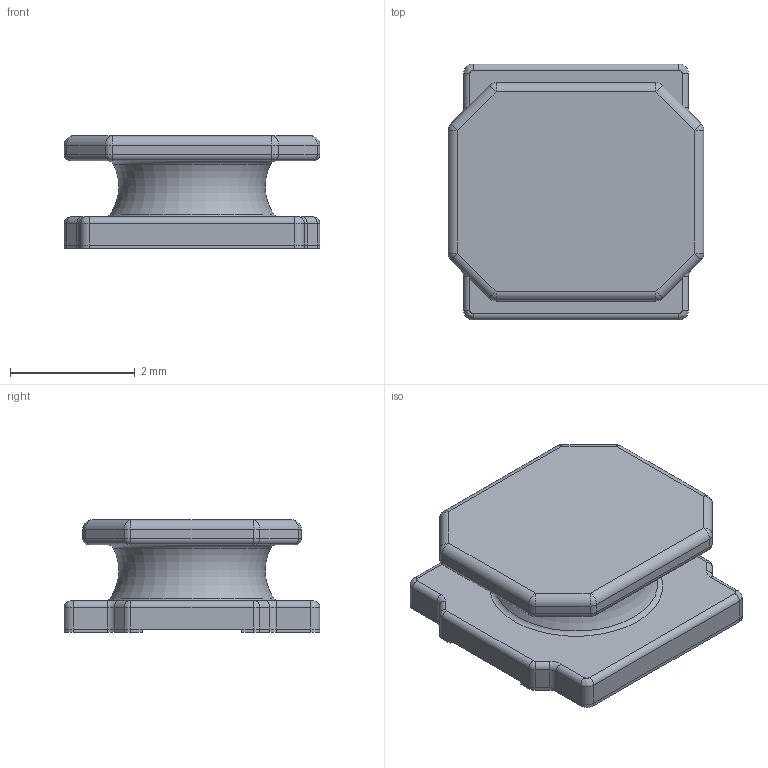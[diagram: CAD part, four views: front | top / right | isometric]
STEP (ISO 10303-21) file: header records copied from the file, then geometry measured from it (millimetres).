
FILE_DESCRIPTION(/* description */ (''),/* implementation_level */ '2;1');
FILE_NAME(/* name */ 'Bourns - SRN4018.step',/* time_stamp */ '2019-12-02T17:27:06+00:00',/* author */ (''),/* organization */ (''),/* preprocessor_version */ 'ST-DEVELOPER v18',/* originating_system */ 'Autodesk Translation Framework v8.12.0.6',/* authorisation */ '');
FILE_SCHEMA (('AUTOMOTIVE_DESIGN { 1 0 10303 214 3 1 1 }'));
Length unit declared in the file: millimetre
Products named in the file (1): Bourns - SRN4018
Bounding box: 4.1 x 4.1 x 1.8 mm (x, y, z)
Volume: 17.1 mm3; surface area: 66.1 mm2
Topology: 1 solids, 1 shells, 133 faces, 297 edges, 168 vertices
Faces by surface type: cylinder 60, plane 42, bspline 16, sphere 8, torus 7
Entity records: 3827 total; most frequent: CARTESIAN_POINT 727, DIRECTION 672, ORIENTED_EDGE 594, EDGE_CURVE 297, AXIS2_PLACEMENT_3D 257, VERTEX_POINT 168, LINE 158, VECTOR 158
